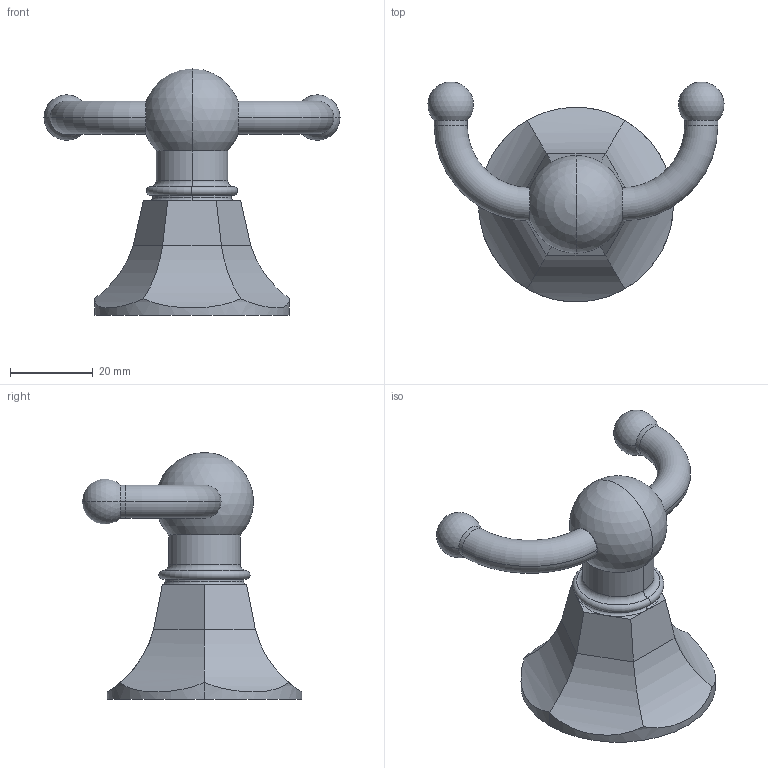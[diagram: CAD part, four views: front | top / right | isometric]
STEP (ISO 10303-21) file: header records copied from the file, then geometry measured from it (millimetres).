
FILE_DESCRIPTION((''),'2;1');
FILE_NAME('1200-1660','2021-10-28T13:58:39',('jinson.thomas'),(''),'CREO PARAMETRIC BY PTC INC, 2018400','CREO PARAMETRIC BY PTC INC, 2018400','');
FILE_SCHEMA(('CONFIG_CONTROL_DESIGN'));
Length unit declared in the file: inch
Products named in the file (1): 1200-1660
Bounding box: 71.44 x 53.01 x 59.54 mm (x, y, z)
Volume: 36086.5 mm3; surface area: 9467.2 mm2
Topology: 1 solids, 1 shells, 45 faces, 98 edges, 53 vertices
Faces by surface type: cylinder 26, torus 10, sphere 6, plane 3
Entity records: 1334 total; most frequent: CARTESIAN_POINT 346, DIRECTION 212, ORIENTED_EDGE 184, AXIS2_PLACEMENT_3D 93, EDGE_CURVE 92, VERTEX_POINT 53, EDGE_LOOP 49, CIRCLE 48
